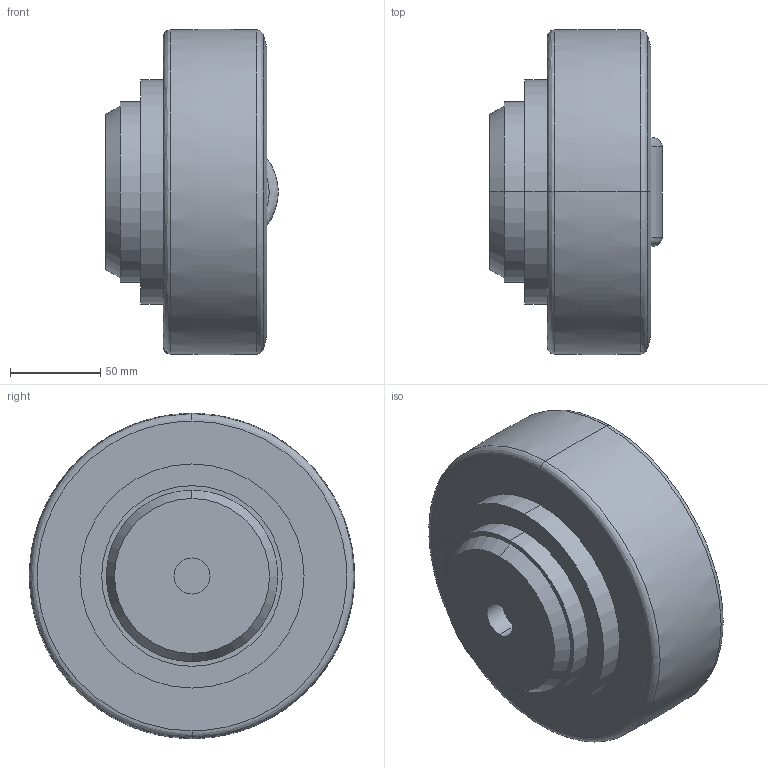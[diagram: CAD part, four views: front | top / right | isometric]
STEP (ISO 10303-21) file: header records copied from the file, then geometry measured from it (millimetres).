
FILE_DESCRIPTION (( 'STEP AP214' ), '1' );
FILE_NAME ('TR-180.0200-Rollco.step', '2023-04-28T07:34:01', ( '' ), ( '' ), 'SwSTEP 2.0', 'SolidWorks 2010', '' );
FILE_SCHEMA (( 'AUTOMOTIVE_DESIGN' ));
Length unit declared in the file: millimetre
Products named in the file (1): TR-180.0200-Rollco
Bounding box: 95.49 x 179.9 x 179.95 mm (x, y, z)
Volume: 1741220 mm3; surface area: 90963.4 mm2
Topology: 1 solids, 1 shells, 27 faces, 54 edges, 34 vertices
Faces by surface type: plane 8, bspline 7, cylinder 6, cone 4, torus 2
Entity records: 902 total; most frequent: CARTESIAN_POINT 324, DIRECTION 118, ORIENTED_EDGE 108, EDGE_CURVE 54, AXIS2_PLACEMENT_3D 53, VERTEX_POINT 34, EDGE_LOOP 32, CIRCLE 32
